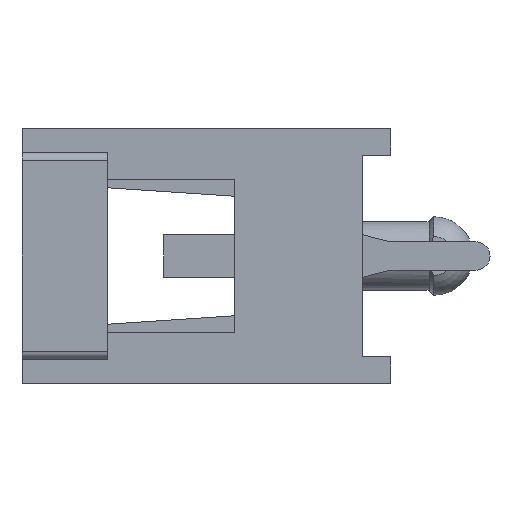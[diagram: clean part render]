
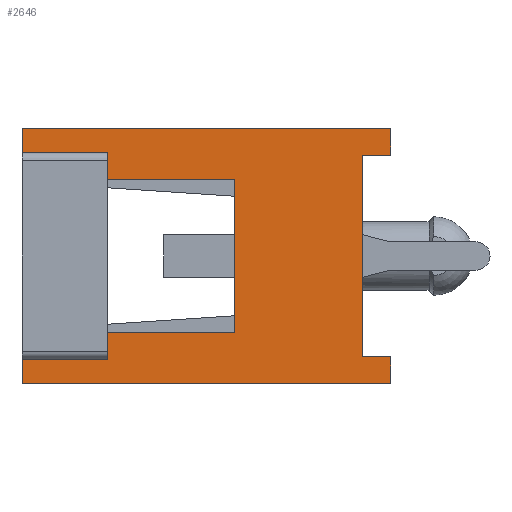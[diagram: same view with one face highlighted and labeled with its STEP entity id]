
A CAD part, left-side view. The second image highlights one B-rep face of the part: STEP entity #2646.
In plain terms, the highlighted planar face has unit normal (-1, 0, 0).
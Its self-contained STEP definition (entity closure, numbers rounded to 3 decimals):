
#38 = VECTOR ( 'NONE', #4661, 1000. ) ;
#51 = CARTESIAN_POINT ( 'NONE',  ( -8.9, 6.5, 2.7 ) ) ;
#52 = CARTESIAN_POINT ( 'NONE',  ( -8.9, 3.5, 2.7 ) ) ;
#85 = VECTOR ( 'NONE', #4447, 1000. ) ;
#95 = CARTESIAN_POINT ( 'NONE',  ( -8.9, 6.5, 3.65 ) ) ;
#174 = LINE ( 'NONE', #4917, #4145 ) ;
#207 = EDGE_CURVE ( 'NONE', #4751, #4521, #4314, .T. ) ;
#210 = CARTESIAN_POINT ( 'NONE',  ( -8.9, -5.5, -3.55 ) ) ;
#232 = EDGE_CURVE ( 'NONE', #4691, #4162, #1734, .T. ) ;
#296 = LINE ( 'NONE', #1726, #4658 ) ;
#365 = DIRECTION ( 'NONE',  ( 0., -1., 0. ) ) ;
#386 = ORIENTED_EDGE ( 'NONE', *, *, #3135, .F. ) ;
#453 = ORIENTED_EDGE ( 'NONE', *, *, #4724, .F. ) ;
#497 = LINE ( 'NONE', #52, #5335 ) ;
#502 = DIRECTION ( 'NONE',  ( 0., 1., 0. ) ) ;
#507 = CARTESIAN_POINT ( 'NONE',  ( -8.9, 3.5, -2.7 ) ) ;
#573 = CARTESIAN_POINT ( 'NONE',  ( -8.9, 6.5, 4.5 ) ) ;
#598 = DIRECTION ( 'NONE',  ( 0., 0., -1. ) ) ;
#599 = CARTESIAN_POINT ( 'NONE',  ( -8.9, 0., 0. ) ) ;
#609 = DIRECTION ( 'NONE',  ( 0., 0., 1. ) ) ;
#620 = VERTEX_POINT ( 'NONE', #95 ) ;
#670 = CARTESIAN_POINT ( 'NONE',  ( -8.9, 3.5, -3.65 ) ) ;
#681 = VECTOR ( 'NONE', #1949, 1000. ) ;
#704 = LINE ( 'NONE', #1350, #1573 ) ;
#741 = CARTESIAN_POINT ( 'NONE',  ( -8.9, -6.5, -4.5 ) ) ;
#821 = EDGE_CURVE ( 'NONE', #4870, #3293, #5436, .T. ) ;
#848 = ORIENTED_EDGE ( 'NONE', *, *, #1479, .F. ) ;
#1086 = CARTESIAN_POINT ( 'NONE',  ( -8.9, -6.5, -3.55 ) ) ;
#1126 = CARTESIAN_POINT ( 'NONE',  ( -8.9, -1., 2.7 ) ) ;
#1131 = PLANE ( 'NONE',  #4000 ) ;
#1171 = LINE ( 'NONE', #1315, #38 ) ;
#1197 = VERTEX_POINT ( 'NONE', #1390 ) ;
#1241 = ORIENTED_EDGE ( 'NONE', *, *, #3713, .F. ) ;
#1279 = DIRECTION ( 'NONE',  ( 0., 0., 1. ) ) ;
#1315 = CARTESIAN_POINT ( 'NONE',  ( -8.9, -5.5, -2. ) ) ;
#1350 = CARTESIAN_POINT ( 'NONE',  ( -8.9, 3.5, -3.65 ) ) ;
#1382 = DIRECTION ( 'NONE',  ( 0., 1., 0. ) ) ;
#1390 = CARTESIAN_POINT ( 'NONE',  ( -8.9, 6.5, 4.5 ) ) ;
#1433 = DIRECTION ( 'NONE',  ( 0., 0., -1. ) ) ;
#1479 = EDGE_CURVE ( 'NONE', #2159, #4691, #1579, .T. ) ;
#1502 = CARTESIAN_POINT ( 'NONE',  ( -8.9, -6.5, 3.55 ) ) ;
#1531 = CARTESIAN_POINT ( 'NONE',  ( -8.9, 6.5, -2.7 ) ) ;
#1546 = LINE ( 'NONE', #2429, #2100 ) ;
#1573 = VECTOR ( 'NONE', #1433, 1000. ) ;
#1579 = LINE ( 'NONE', #2518, #4354 ) ;
#1595 = EDGE_CURVE ( 'NONE', #4733, #5119, #497, .T. ) ;
#1671 = LINE ( 'NONE', #1531, #681 ) ;
#1726 = CARTESIAN_POINT ( 'NONE',  ( -8.9, 3.5, 3.65 ) ) ;
#1734 = LINE ( 'NONE', #1086, #85 ) ;
#1841 = ORIENTED_EDGE ( 'NONE', *, *, #3320, .T. ) ;
#1877 = VECTOR ( 'NONE', #598, 1000. ) ;
#1900 = DIRECTION ( 'NONE',  ( 0., -1., 0. ) ) ;
#1949 = DIRECTION ( 'NONE',  ( 0., -1., 0. ) ) ;
#1995 = CARTESIAN_POINT ( 'NONE',  ( -8.9, 6.5, -4.5 ) ) ;
#2029 = EDGE_CURVE ( 'NONE', #2570, #5290, #174, .T. ) ;
#2100 = VECTOR ( 'NONE', #4966, 1000. ) ;
#2159 = VERTEX_POINT ( 'NONE', #210 ) ;
#2253 = DIRECTION ( 'NONE',  ( 0., 0., 1. ) ) ;
#2300 = DIRECTION ( 'NONE',  ( 0., 1., 0. ) ) ;
#2376 = VERTEX_POINT ( 'NONE', #4669 ) ;
#2393 = DIRECTION ( 'NONE',  ( -1., 0., 0. ) ) ;
#2429 = CARTESIAN_POINT ( 'NONE',  ( -8.9, -6.5, -4.5 ) ) ;
#2512 = DIRECTION ( 'NONE',  ( 0., 1., 0. ) ) ;
#2518 = CARTESIAN_POINT ( 'NONE',  ( -8.9, -5.5, -3.55 ) ) ;
#2524 = LINE ( 'NONE', #2528, #3924 ) ;
#2528 = CARTESIAN_POINT ( 'NONE',  ( -8.9, 6.5, -4.5 ) ) ;
#2546 = EDGE_CURVE ( 'NONE', #4733, #620, #296, .T. ) ;
#2570 = VERTEX_POINT ( 'NONE', #3087 ) ;
#2576 = DIRECTION ( 'NONE',  ( 0., 0., -1. ) ) ;
#2578 = EDGE_CURVE ( 'NONE', #5290, #5119, #3289, .T. ) ;
#2646 = ADVANCED_FACE ( 'NONE', ( #3355 ), #1131, .T. ) ;
#2664 = LINE ( 'NONE', #573, #2800 ) ;
#2800 = VECTOR ( 'NONE', #609, 1000. ) ;
#2925 = ORIENTED_EDGE ( 'NONE', *, *, #3071, .F. ) ;
#2934 = ORIENTED_EDGE ( 'NONE', *, *, #2029, .F. ) ;
#2945 = VECTOR ( 'NONE', #1382, 1000. ) ;
#3071 = EDGE_CURVE ( 'NONE', #4994, #2570, #1671, .T. ) ;
#3087 = CARTESIAN_POINT ( 'NONE',  ( -8.9, -1., -2.7 ) ) ;
#3095 = VECTOR ( 'NONE', #2512, 1000. ) ;
#3135 = EDGE_CURVE ( 'NONE', #4162, #3632, #1546, .T. ) ;
#3269 = VECTOR ( 'NONE', #2300, 1000. ) ;
#3289 = LINE ( 'NONE', #51, #2945 ) ;
#3293 = VERTEX_POINT ( 'NONE', #4215 ) ;
#3305 = CARTESIAN_POINT ( 'NONE',  ( -8.9, 3.5, 2.7 ) ) ;
#3320 = EDGE_CURVE ( 'NONE', #4994, #4870, #704, .T. ) ;
#3355 = FACE_OUTER_BOUND ( 'NONE', #5186, .T. ) ;
#3566 = ORIENTED_EDGE ( 'NONE', *, *, #1595, .T. ) ;
#3632 = VERTEX_POINT ( 'NONE', #1995 ) ;
#3647 = ORIENTED_EDGE ( 'NONE', *, *, #5462, .F. ) ;
#3674 = ORIENTED_EDGE ( 'NONE', *, *, #2578, .F. ) ;
#3713 = EDGE_CURVE ( 'NONE', #4521, #2376, #5337, .T. ) ;
#3751 = CARTESIAN_POINT ( 'NONE',  ( -8.9, -6.5, 3.55 ) ) ;
#3824 = ORIENTED_EDGE ( 'NONE', *, *, #3933, .F. ) ;
#3924 = VECTOR ( 'NONE', #1279, 1000. ) ;
#3933 = EDGE_CURVE ( 'NONE', #2376, #2159, #1171, .T. ) ;
#4000 = AXIS2_PLACEMENT_3D ( 'NONE', #599, #2393, #2253 ) ;
#4119 = ORIENTED_EDGE ( 'NONE', *, *, #2546, .F. ) ;
#4145 = VECTOR ( 'NONE', #5384, 1000. ) ;
#4162 = VERTEX_POINT ( 'NONE', #741 ) ;
#4215 = CARTESIAN_POINT ( 'NONE',  ( -8.9, 6.5, -3.65 ) ) ;
#4314 = LINE ( 'NONE', #1502, #1877 ) ;
#4354 = VECTOR ( 'NONE', #365, 1000. ) ;
#4423 = ORIENTED_EDGE ( 'NONE', *, *, #207, .F. ) ;
#4434 = CARTESIAN_POINT ( 'NONE',  ( -8.9, -6.5, 4.5 ) ) ;
#4447 = DIRECTION ( 'NONE',  ( 0., 0., -1. ) ) ;
#4521 = VERTEX_POINT ( 'NONE', #3751 ) ;
#4619 = ORIENTED_EDGE ( 'NONE', *, *, #5323, .F. ) ;
#4658 = VECTOR ( 'NONE', #502, 1000. ) ;
#4661 = DIRECTION ( 'NONE',  ( 0., 0., -1. ) ) ;
#4669 = CARTESIAN_POINT ( 'NONE',  ( -8.9, -5.5, 3.55 ) ) ;
#4691 = VERTEX_POINT ( 'NONE', #4825 ) ;
#4724 = EDGE_CURVE ( 'NONE', #1197, #4751, #4912, .T. ) ;
#4733 = VERTEX_POINT ( 'NONE', #4812 ) ;
#4751 = VERTEX_POINT ( 'NONE', #5237 ) ;
#4812 = CARTESIAN_POINT ( 'NONE',  ( -8.9, 3.5, 3.65 ) ) ;
#4825 = CARTESIAN_POINT ( 'NONE',  ( -8.9, -6.5, -3.55 ) ) ;
#4870 = VERTEX_POINT ( 'NONE', #670 ) ;
#4912 = LINE ( 'NONE', #4434, #5048 ) ;
#4917 = CARTESIAN_POINT ( 'NONE',  ( -8.9, -1., 0.75 ) ) ;
#4966 = DIRECTION ( 'NONE',  ( 0., 1., 0. ) ) ;
#4991 = CARTESIAN_POINT ( 'NONE',  ( -8.9, -5.5, 3.55 ) ) ;
#4994 = VERTEX_POINT ( 'NONE', #507 ) ;
#5012 = ORIENTED_EDGE ( 'NONE', *, *, #232, .F. ) ;
#5048 = VECTOR ( 'NONE', #1900, 1000. ) ;
#5088 = ORIENTED_EDGE ( 'NONE', *, *, #821, .T. ) ;
#5119 = VERTEX_POINT ( 'NONE', #3305 ) ;
#5186 = EDGE_LOOP ( 'NONE', ( #5088, #4619, #386, #5012, #848, #3824, #1241, #4423, #453, #3647, #4119, #3566, #3674, #2934, #2925, #1841 ) ) ;
#5232 = CARTESIAN_POINT ( 'NONE',  ( -8.9, 3.5, -3.65 ) ) ;
#5237 = CARTESIAN_POINT ( 'NONE',  ( -8.9, -6.5, 4.5 ) ) ;
#5290 = VERTEX_POINT ( 'NONE', #1126 ) ;
#5323 = EDGE_CURVE ( 'NONE', #3632, #3293, #2524, .T. ) ;
#5335 = VECTOR ( 'NONE', #2576, 1000. ) ;
#5337 = LINE ( 'NONE', #4991, #3095 ) ;
#5384 = DIRECTION ( 'NONE',  ( 0., 0., 1. ) ) ;
#5436 = LINE ( 'NONE', #5232, #3269 ) ;
#5462 = EDGE_CURVE ( 'NONE', #620, #1197, #2664, .T. ) ;
